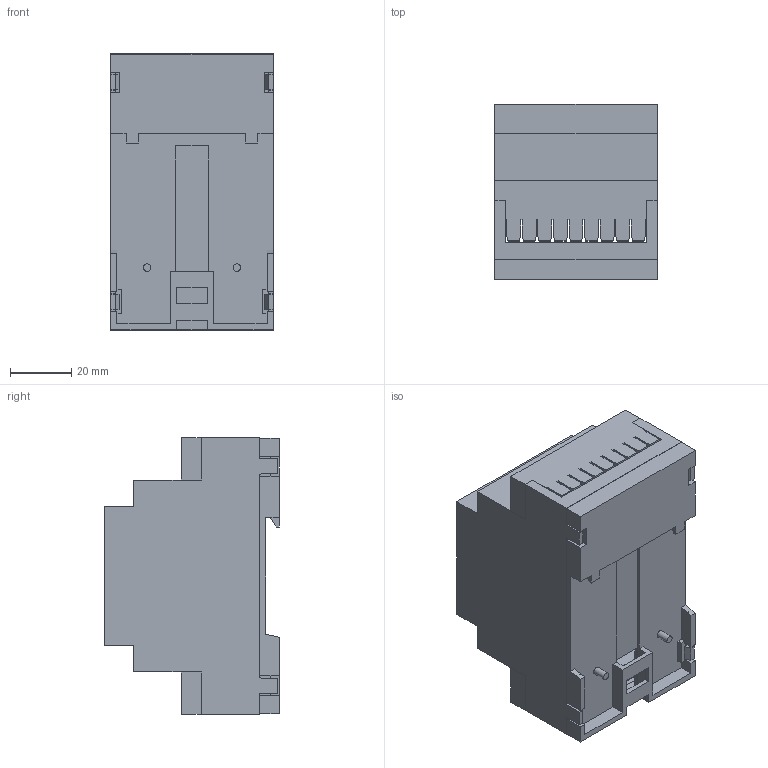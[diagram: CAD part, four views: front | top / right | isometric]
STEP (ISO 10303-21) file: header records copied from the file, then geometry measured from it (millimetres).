
FILE_DESCRIPTION(/* description */ ('STEP AP203'),/* implementation_level */ '2;1');
FILE_NAME(/* name */ 'D3MG_new.STEP',/* time_stamp */ '2021-10-06T23:04:15+03:00',/* author */ ('Kolan'),/* organization */ (''),/* preprocessor_version */ 'ST-DEVELOPER v18.1',/* originating_system */ 'Autodesk Inventor 2021',/* authorisation */ '');
FILE_SCHEMA (('AUTOMOTIVE_DESIGN { 1 0 10303 214 3 1 1 }'));
Length unit declared in the file: millimetre
Products named in the file (6): D3MG; Êðûøêà ðàçúå
ìîâ_íèæíÿÿ; Êðûøêà ðàçúå
ìîâ_âåðõíÿÿ; 3Ì - Áàçà; 3Ì - Êîðïóñ; Êðûøêà
Assembly tree (5 placements, depth 2):
  D3MG
    Êðûøêà ðàçúå
ìîâ_íèæíÿÿ
    Êðûøêà ðàçúå
ìîâ_âåðõíÿÿ
    3Ì - Áàçà
    3Ì - Êîðïóñ
    Êðûøêà
Bounding box: 53 x 57 x 90.2 mm (x, y, z)
Volume: 41257.9 mm3; surface area: 54893.1 mm2
Topology: 5 solids, 5 shells, 769 faces, 2248 edges, 1454 vertices
Faces by surface type: plane 595, cylinder 170, cone 4
Full cylindrical faces by diameter (mm): 1.5 x4, 2.4 x2
Entity records: 25583 total; most frequent: ORIENTED_EDGE 4496, CARTESIAN_POINT 4482, DIRECTION 4162, EDGE_CURVE 2248, LINE 1894, VECTOR 1894, VERTEX_POINT 1454, AXIS2_PLACEMENT_3D 1134
